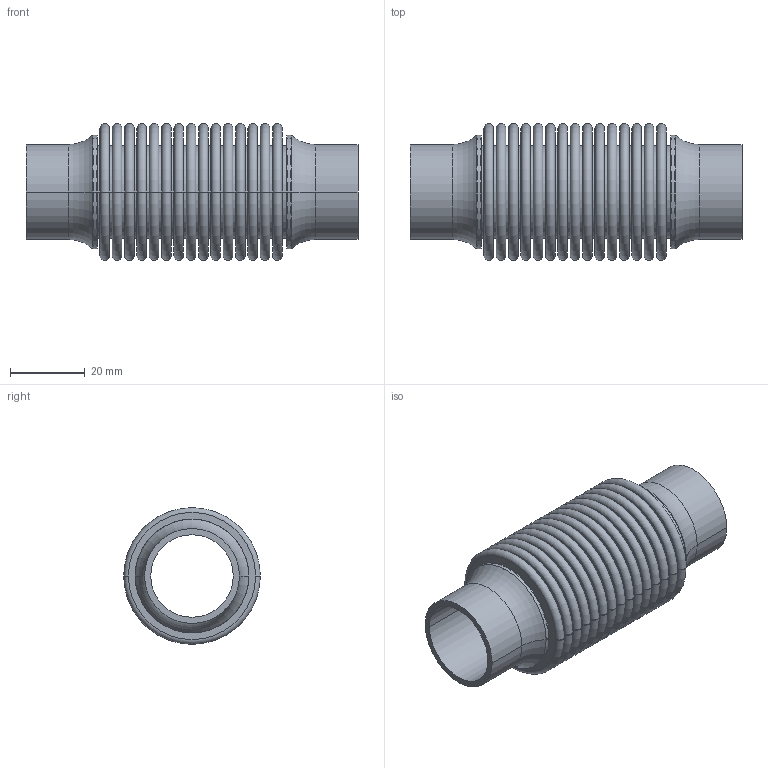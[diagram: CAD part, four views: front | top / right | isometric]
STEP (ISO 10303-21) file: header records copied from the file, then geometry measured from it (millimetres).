
FILE_DESCRIPTION (( 'STEP AP214' ), '1' );
FILE_NAME ('470503.STEP', '2024-01-21T04:43:15', ( '' ), ( '' ), 'SwSTEP 2.0', 'SolidWorks 2022', '' );
FILE_SCHEMA (( 'AUTOMOTIVE_DESIGN' ));
Length unit declared in the file: inch
Products named in the file (1): 470503
Bounding box: 88.9 x 36.58 x 36.58 mm (x, y, z)
Volume: 8290.6 mm3; surface area: 48681.4 mm2
Topology: 1 solids, 3 shells, 218 faces, 436 edges, 288 vertices
Faces by surface type: cylinder 84, plane 70, torus 64
Entity records: 5916 total; most frequent: DIRECTION 1226, CARTESIAN_POINT 943, ORIENTED_EDGE 872, AXIS2_PLACEMENT_3D 571, EDGE_CURVE 436, CIRCLE 352, VERTEX_POINT 288, EDGE_LOOP 288
